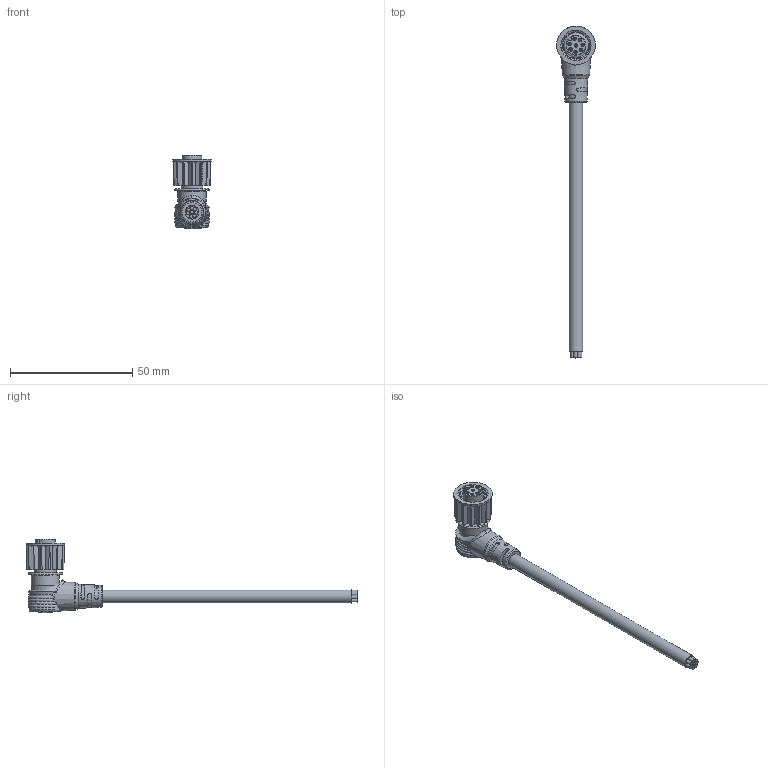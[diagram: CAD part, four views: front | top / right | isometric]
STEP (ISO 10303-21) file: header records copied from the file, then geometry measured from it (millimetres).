
FILE_DESCRIPTION(/* description */ ('Unknown'),/* implementation_level */ '2;1');
FILE_NAME(/* name */ '643642120308',/* time_stamp */ '2022-09-14T10:06:24+02:00',/* author */ ('Unknown'),/* organization */ ('Unknown'),/* preprocessor_version */ 'ST-DEVELOPER v16.7',/* originating_system */ 'Solid Edge',/* authorisation */ 'Unknown');
FILE_SCHEMA (('AUTOMOTIVE_DESIGN {1 0 10303 214 3 1 1}'));
Length unit declared in the file: millimetre
Products named in the file (8): 6436411203xx; 6436421203xx_O ring; 6436421203xx_Body; 6436421203xx_Seal; 6436411203xx_Screw nut; 64364x120308_Housing; 6436xx120308_Cable_F; 643642120308_Pin
Assembly tree (14 placements, depth 2):
  6436411203xx
    6436421203xx_O ring
    6436421203xx_Body
    6436421203xx_Seal
    6436411203xx_Screw nut
    64364x120308_Housing
    6436xx120308_Cable_F
    643642120308_Pin  x8
Bounding box: 15.8 x 135.71 x 30 mm (x, y, z)
Volume: 7945.8 mm3; surface area: 9947 mm2
Topology: 14 solids, 14 shells, 668 faces, 1626 edges, 1067 vertices
Faces by surface type: plane 243, cylinder 215, cone 110, torus 59, bspline 38, sphere 3
Full cylindrical faces by diameter (mm): 0.61 x8, 0.85 x8, 0.9 x8, 1 x16, 1.2 x8, 1.4 x48, 1.42 x16, 1.46 x8, 1.53 x32, 5.5 x3, 8.05 x5, 8.9 x3, 8.95 x1, 10.8 x1, 11.5 x1, 12.35 x9, 14.2 x2, 15.8 x1
Entity records: 16012 total; most frequent: CARTESIAN_POINT 8353, ORIENTED_EDGE 1416, DIRECTION 1304, EDGE_CURVE 708, AXIS2_PLACEMENT_3D 587, VERTEX_POINT 524, FACE_BOUND 514, EDGE_LOOP 511
